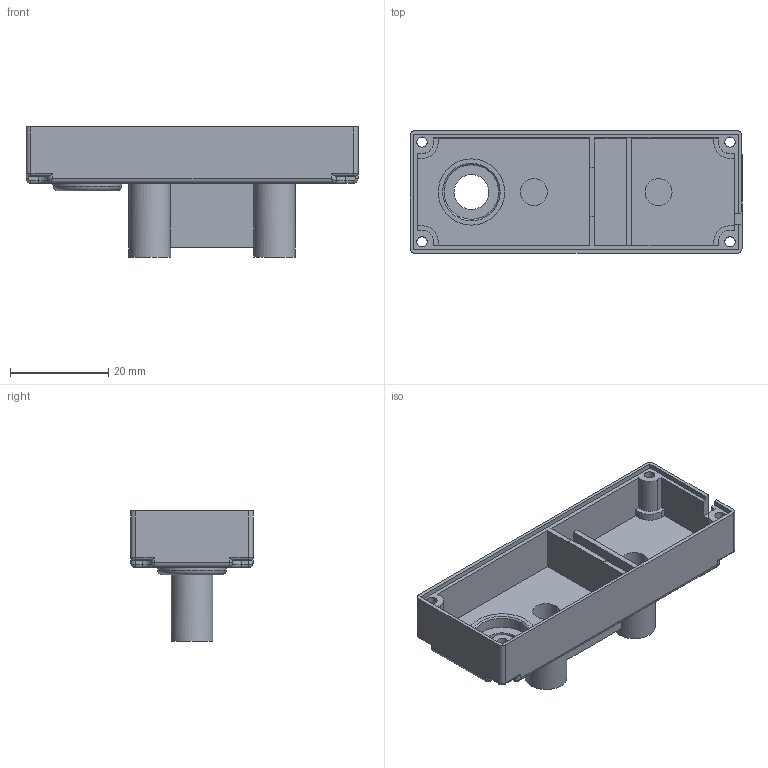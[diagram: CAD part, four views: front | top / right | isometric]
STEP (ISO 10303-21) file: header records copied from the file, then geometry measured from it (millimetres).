
FILE_DESCRIPTION(/* description */ (''),/* implementation_level */ '2;1');
FILE_NAME(/* name */ 'VB1 Motor Housing Bottom.ipt.step',/* time_stamp */ '2020-04-16T23:21:36-04:00',/* author */ ('Jordan'),/* organization */ (''),/* preprocessor_version */ 'ST-DEVELOPER v17',/* originating_system */ 'Autodesk Inventor 2019',/* authorisation */ '');
FILE_SCHEMA (('AUTOMOTIVE_DESIGN { 1 0 10303 214 3 1 1 }'));
Length unit declared in the file: inch
Products named in the file (1): VB1 Motor Housing Bottom
Bounding box: 67.6 x 25 x 26.5 mm (x, y, z)
Volume: 6776.8 mm3; surface area: 9734.4 mm2
Topology: 1 solids, 1 shells, 152 faces, 414 edges, 272 vertices
Faces by surface type: plane 76, cylinder 57, bspline 12, torus 5, cone 2
Full cylindrical faces by diameter (mm): 2.1 x4, 5.5 x4, 7.1 x1, 8.5 x2, 11.1 x1, 13.5 x1
Entity records: 5649 total; most frequent: CARTESIAN_POINT 1685, ORIENTED_EDGE 828, DIRECTION 821, EDGE_CURVE 414, AXIS2_PLACEMENT_3D 283, VERTEX_POINT 272, LINE 255, VECTOR 255
